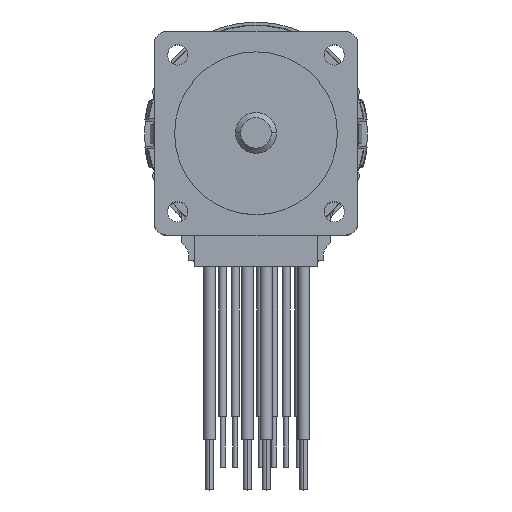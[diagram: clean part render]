
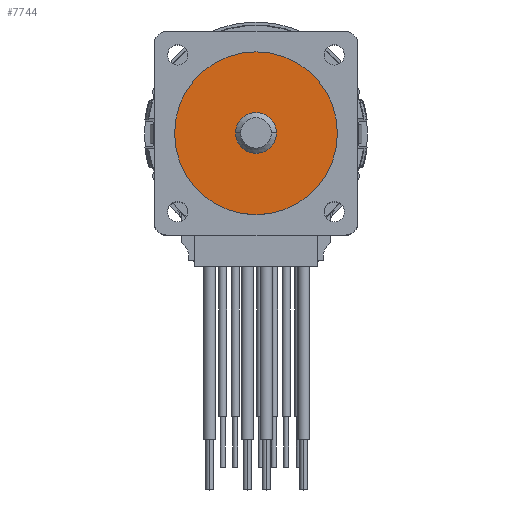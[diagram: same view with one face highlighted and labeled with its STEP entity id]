
A CAD part, top view. The second image highlights one B-rep face of the part: STEP entity #7744.
In plain terms, the highlighted planar face has unit normal (0, 0, 1).
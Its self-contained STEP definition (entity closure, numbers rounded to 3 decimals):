
#1886 = FACE_OUTER_BOUND ( 'NONE', #7083, .T. ) ;
#1979 = CIRCLE ( 'NONE', #35115, 8. ) ;
#2993 = DIRECTION ( 'NONE',  ( 0., 0., 1. ) ) ;
#4812 = EDGE_CURVE ( 'NONE', #19364, #10756, #27236, .T. ) ;
#4834 = DIRECTION ( 'NONE',  ( 1., 0., 0. ) ) ;
#7083 = EDGE_LOOP ( 'NONE', ( #13264, #26750 ) ) ;
#7541 = DIRECTION ( 'NONE',  ( 1., 0., 0. ) ) ;
#7744 = ADVANCED_FACE ( 'NONE', ( #1886 ), #20293, .T. ) ;
#10756 = VERTEX_POINT ( 'NONE', #31940 ) ;
#11090 = CARTESIAN_POINT ( 'NONE',  ( 0., 0., 34.5 ) ) ;
#13264 = ORIENTED_EDGE ( 'NONE', *, *, #20380, .T. ) ;
#16136 = AXIS2_PLACEMENT_3D ( 'NONE', #11090, #22456, #4834 ) ;
#17674 = DIRECTION ( 'NONE',  ( 1., 0., 0. ) ) ;
#19364 = VERTEX_POINT ( 'NONE', #35440 ) ;
#20293 = PLANE ( 'NONE',  #16136 ) ;
#20380 = EDGE_CURVE ( 'NONE', #10756, #19364, #1979, .T. ) ;
#22429 = CARTESIAN_POINT ( 'NONE',  ( 0., 0., 34.5 ) ) ;
#22456 = DIRECTION ( 'NONE',  ( 0., 0., 1. ) ) ;
#26750 = ORIENTED_EDGE ( 'NONE', *, *, #4812, .T. ) ;
#27236 = CIRCLE ( 'NONE', #35370, 8. ) ;
#31940 = CARTESIAN_POINT ( 'NONE',  ( -8., 0., 34.5 ) ) ;
#32540 = CARTESIAN_POINT ( 'NONE',  ( 0., 0., 34.5 ) ) ;
#34344 = DIRECTION ( 'NONE',  ( 0., 0., 1. ) ) ;
#35115 = AXIS2_PLACEMENT_3D ( 'NONE', #22429, #34344, #7541 ) ;
#35370 = AXIS2_PLACEMENT_3D ( 'NONE', #32540, #2993, #17674 ) ;
#35440 = CARTESIAN_POINT ( 'NONE',  ( 8., 0., 34.5 ) ) ;
